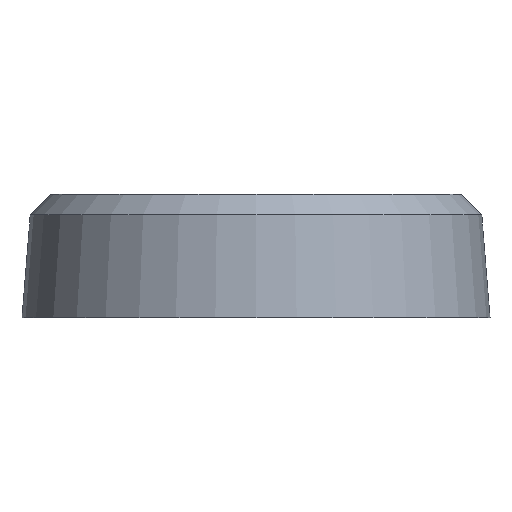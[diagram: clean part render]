
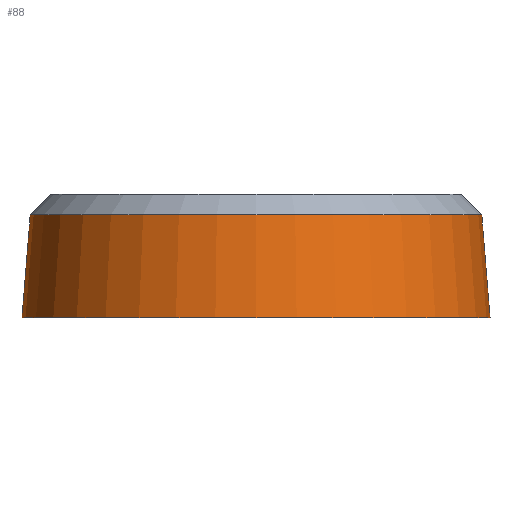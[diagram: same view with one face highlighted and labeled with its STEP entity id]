
A CAD part, front view. The second image highlights one B-rep face of the part: STEP entity #88.
In plain terms, the highlighted free-form (B-spline) face has degree [2, 1] with [5, 2] control points.
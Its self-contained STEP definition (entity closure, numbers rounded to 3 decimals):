
#88=ADVANCED_FACE('',(#222),#221,.T.);
#221=( BOUNDED_SURFACE() B_SPLINE_SURFACE( 2,1,((#370,#371),(#372,#373),(#374,#375),(#376,#377),(#378,#379)), .UNSPECIFIED.,.F.,.F.,.F.) B_SPLINE_SURFACE_WITH_KNOTS((3,2,3),(2,2),(0.,0.5,1.),(0.,1.), .UNSPECIFIED. ) GEOMETRIC_REPRESENTATION_ITEM() RATIONAL_B_SPLINE_SURFACE(((1.,1.),(0.707,0.707),(1.,1.),(0.707,0.707),(1.,1.))) REPRESENTATION_ITEM('') SURFACE() );
#222=FACE_OUTER_BOUND('',#380,.T.);
#370=CARTESIAN_POINT('',(13.,0.2,1.));
#371=CARTESIAN_POINT('',(13.2,0.2,-1.5));
#372=CARTESIAN_POINT('',(13.,-5.3,1.));
#373=CARTESIAN_POINT('',(13.2,-5.5,-1.5));
#374=CARTESIAN_POINT('',(7.5,-5.3,1.));
#375=CARTESIAN_POINT('',(7.5,-5.5,-1.5));
#376=CARTESIAN_POINT('',(2.,-5.3,1.));
#377=CARTESIAN_POINT('',(1.8,-5.5,-1.5));
#378=CARTESIAN_POINT('',(2.,0.2,1.));
#379=CARTESIAN_POINT('',(1.8,0.2,-1.5));
#380=EDGE_LOOP('',(#443,#444,#445,#446));
#443=ORIENTED_EDGE('',*,*,#479,.F.);
#444=ORIENTED_EDGE('',*,*,#483,.T.);
#445=ORIENTED_EDGE('',*,*,#463,.T.);
#446=ORIENTED_EDGE('',*,*,#484,.F.);
#463=EDGE_CURVE('',#523,#530,#543,.T.);
#479=EDGE_CURVE('',#645,#646,#647,.T.);
#483=EDGE_CURVE('',#645,#523,#671,.T.);
#484=EDGE_CURVE('',#646,#530,#677,.T.);
#523=VERTEX_POINT('',#719);
#530=VERTEX_POINT('',#723);
#543=CIRCLE('',#734,5.7);
#645=VERTEX_POINT('',#793);
#646=VERTEX_POINT('',#794);
#647=CIRCLE('',#798,5.5);
#671=(BOUNDED_CURVE() B_SPLINE_CURVE(1,(#807,#808),.UNSPECIFIED.,.F.,.F.) B_SPLINE_CURVE_WITH_KNOTS((2,2),(0.,1.),.UNSPECIFIED.) CURVE() GEOMETRIC_REPRESENTATION_ITEM() RATIONAL_B_SPLINE_CURVE((1.,1.)) REPRESENTATION_ITEM('') );
#677=(BOUNDED_CURVE() B_SPLINE_CURVE(1,(#809,#810),.UNSPECIFIED.,.F.,.F.) B_SPLINE_CURVE_WITH_KNOTS((2,2),(0.,1.),.UNSPECIFIED.) CURVE() GEOMETRIC_REPRESENTATION_ITEM() RATIONAL_B_SPLINE_CURVE((0.75,0.75)) REPRESENTATION_ITEM('') );
#719=CARTESIAN_POINT('',(1.8,0.2,-1.5));
#723=CARTESIAN_POINT('',(13.2,0.2,-1.5));
#731=CARTESIAN_POINT('',(7.5,0.2,-1.5));
#732=DIRECTION('',(0.,0.,1.));
#733=DIRECTION('',(-1.,0.,0.));
#734=AXIS2_PLACEMENT_3D('',#731,#732,#733);
#793=CARTESIAN_POINT('',(2.,0.2,1.));
#794=CARTESIAN_POINT('',(13.,0.2,1.));
#795=CARTESIAN_POINT('',(7.5,0.2,1.));
#796=DIRECTION('',(0.,0.,1.));
#797=DIRECTION('',(-1.,0.,0.));
#798=AXIS2_PLACEMENT_3D('',#795,#796,#797);
#807=CARTESIAN_POINT('',(2.,0.2,1.));
#808=CARTESIAN_POINT('',(1.8,0.2,-1.5));
#809=CARTESIAN_POINT('',(13.,0.2,1.));
#810=CARTESIAN_POINT('',(13.2,0.2,-1.5));
